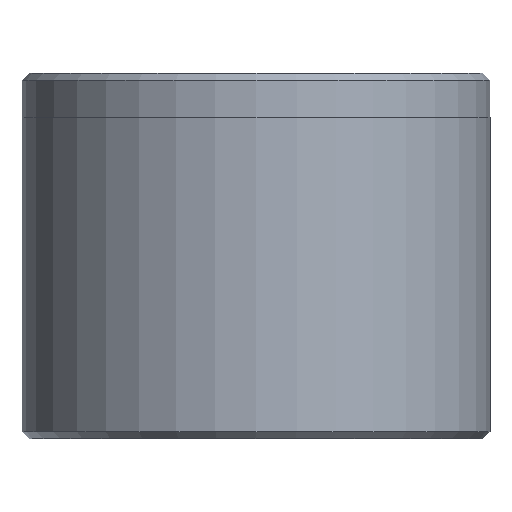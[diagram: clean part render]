
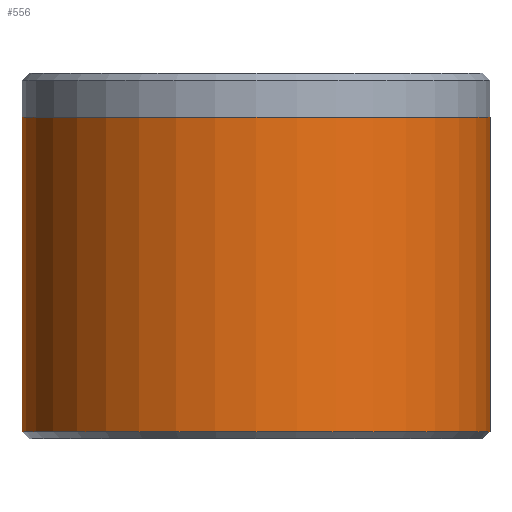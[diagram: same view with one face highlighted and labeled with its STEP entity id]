
A CAD part, front view. The second image highlights one B-rep face of the part: STEP entity #556.
In plain terms, the highlighted cylindrical face has radius 16 mm (diameter 32 mm), a partial arc.
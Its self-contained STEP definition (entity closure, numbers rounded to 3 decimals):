
#106 = AXIS2_PLACEMENT_3D ( 'NONE', #1578, #377, #1776 ) ;
#150 = EDGE_CURVE ( 'NONE', #2276, #181, #652, .T. ) ;
#181 = VERTEX_POINT ( 'NONE', #443 ) ;
#239 = DIRECTION ( 'NONE',  ( 1., 0., 0. ) ) ;
#264 = AXIS2_PLACEMENT_3D ( 'NONE', #314, #265, #239 ) ;
#265 = DIRECTION ( 'NONE',  ( 0., 0., 1. ) ) ;
#285 = ORIENTED_EDGE ( 'NONE', *, *, #1240, .T. ) ;
#314 = CARTESIAN_POINT ( 'NONE',  ( 0., 0., 22. ) ) ;
#377 = DIRECTION ( 'NONE',  ( 0., 0., 1. ) ) ;
#396 = EDGE_LOOP ( 'NONE', ( #2204, #2539, #1209, #285 ) ) ;
#443 = CARTESIAN_POINT ( 'NONE',  ( 16., 0., 22. ) ) ;
#556 = ADVANCED_FACE ( 'NONE', ( #1337 ), #1217, .T. ) ;
#652 = CIRCLE ( 'NONE', #264, 16. ) ;
#809 = LINE ( 'NONE', #941, #1851 ) ;
#863 = VECTOR ( 'NONE', #1615, 1000. ) ;
#900 = AXIS2_PLACEMENT_3D ( 'NONE', #1865, #1878, #1861 ) ;
#941 = CARTESIAN_POINT ( 'NONE',  ( -16., 0., 25. ) ) ;
#991 = LINE ( 'NONE', #1414, #863 ) ;
#1116 = CIRCLE ( 'NONE', #106, 16. ) ;
#1209 = ORIENTED_EDGE ( 'NONE', *, *, #1919, .T. ) ;
#1217 = CYLINDRICAL_SURFACE ( 'NONE', #900, 16. ) ;
#1240 = EDGE_CURVE ( 'NONE', #1931, #1976, #1116, .T. ) ;
#1337 = FACE_OUTER_BOUND ( 'NONE', #396, .T. ) ;
#1369 = CARTESIAN_POINT ( 'NONE',  ( 16., 0., 0.5 ) ) ;
#1396 = EDGE_CURVE ( 'NONE', #181, #1976, #991, .T. ) ;
#1414 = CARTESIAN_POINT ( 'NONE',  ( 16., 0., 25. ) ) ;
#1578 = CARTESIAN_POINT ( 'NONE',  ( 0., 0., 0.5 ) ) ;
#1615 = DIRECTION ( 'NONE',  ( 0., 0., -1. ) ) ;
#1776 = DIRECTION ( 'NONE',  ( 1., 0., 0. ) ) ;
#1851 = VECTOR ( 'NONE', #2090, 1000. ) ;
#1861 = DIRECTION ( 'NONE',  ( -1., 0., 0. ) ) ;
#1865 = CARTESIAN_POINT ( 'NONE',  ( 0., 0., 25. ) ) ;
#1878 = DIRECTION ( 'NONE',  ( 0., 0., -1. ) ) ;
#1919 = EDGE_CURVE ( 'NONE', #2276, #1931, #809, .T. ) ;
#1931 = VERTEX_POINT ( 'NONE', #2457 ) ;
#1976 = VERTEX_POINT ( 'NONE', #1369 ) ;
#2090 = DIRECTION ( 'NONE',  ( 0., 0., -1. ) ) ;
#2204 = ORIENTED_EDGE ( 'NONE', *, *, #1396, .F. ) ;
#2218 = CARTESIAN_POINT ( 'NONE',  ( -16., 0., 22. ) ) ;
#2276 = VERTEX_POINT ( 'NONE', #2218 ) ;
#2457 = CARTESIAN_POINT ( 'NONE',  ( -16., 0., 0.5 ) ) ;
#2539 = ORIENTED_EDGE ( 'NONE', *, *, #150, .F. ) ;
